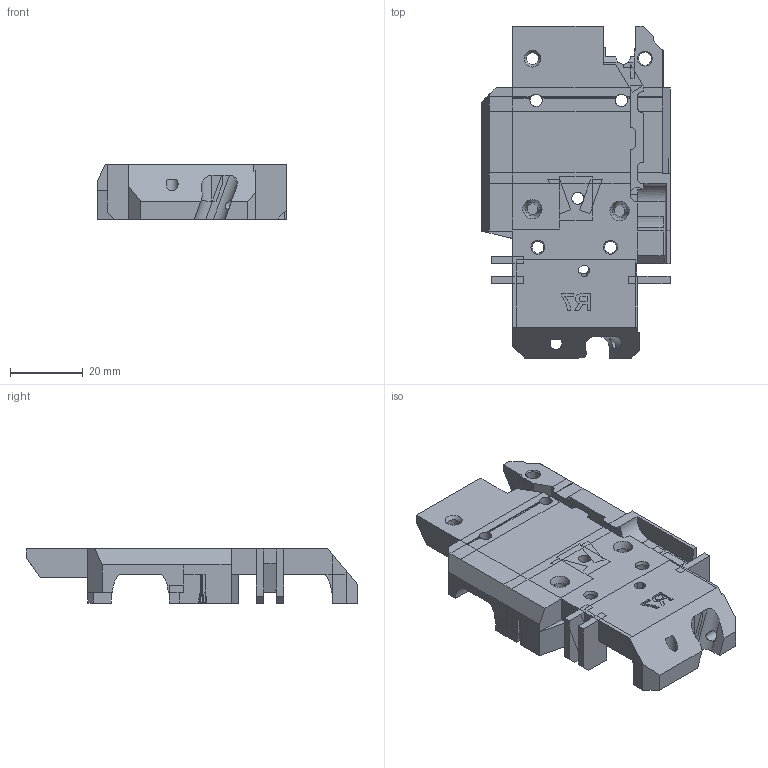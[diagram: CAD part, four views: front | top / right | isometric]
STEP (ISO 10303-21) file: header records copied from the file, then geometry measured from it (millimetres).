
FILE_DESCRIPTION(/* description */ (''),/* implementation_level */ '2;1');
FILE_NAME(/* name */ 'MB-Z10.x-axis.MK3S-x-carriage-R7(Mirror).step',/* time_stamp */ '2023-03-27T17:12:27+02:00',/* author */ (''),/* organization */ (''),/* preprocessor_version */ 'ST-DEVELOPER v19.2',/* originating_system */ 'Autodesk Translation Framework v11.17.0.187',/* authorisation */ '');
FILE_SCHEMA (('AUTOMOTIVE_DESIGN { 1 0 10303 214 3 1 1 }'));
Length unit declared in the file: millimetre
Products named in the file (1): MK3S-x-carriage-R7(Mirror)
Bounding box: 52 x 91.5 x 15 mm (x, y, z)
Volume: 33648.7 mm3; surface area: 18428.8 mm2
Topology: 1 solids, 4 shells, 962 faces, 2581 edges, 1623 vertices
Faces by surface type: plane 907, cylinder 45, cone 9, bspline 1
Full cylindrical faces by diameter (mm): 2.8 x1, 3.3 x7, 3.4 x4, 3.6 x1, 6.4 x1
Entity records: 29663 total; most frequent: CARTESIAN_POINT 5378, ORIENTED_EDGE 5202, DIRECTION 4727, EDGE_CURVE 2601, LINE 2389, VECTOR 2389, VERTEX_POINT 1643, AXIS2_PLACEMENT_3D 1169
